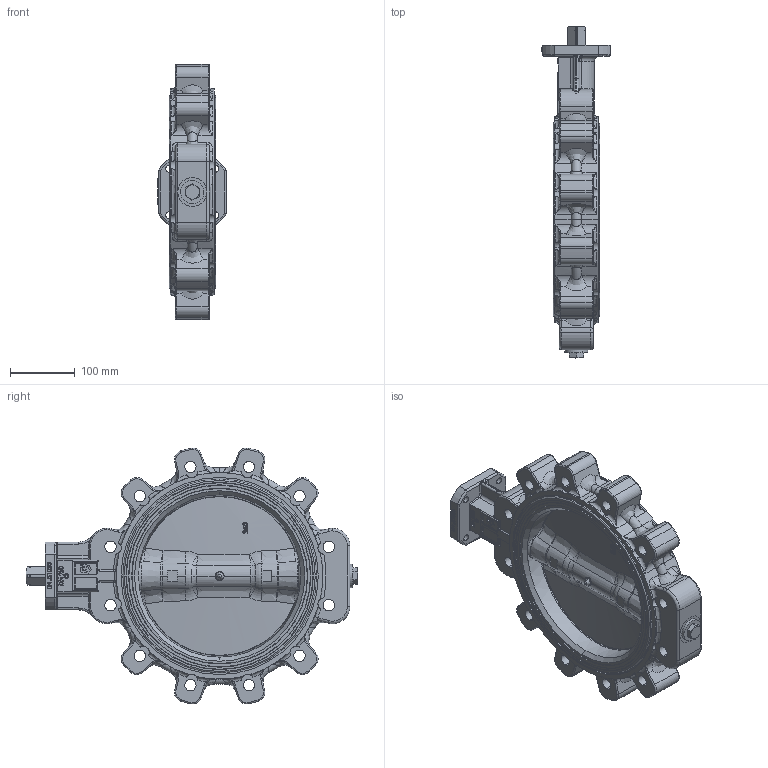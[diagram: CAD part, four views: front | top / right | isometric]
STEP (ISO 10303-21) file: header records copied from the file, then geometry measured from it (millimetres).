
FILE_DESCRIPTION (( 'STEP AP214' ), '1' );
FILE_NAME ('AK02_DN250_PN10.STEP', '2022-07-19T12:48:41', ( '' ), ( '' ), 'SwSTEP 2.0', 'SolidWorks 2021', '' );
FILE_SCHEMA (( 'AUTOMOTIVE_DESIGN' ));
Length unit declared in the file: metre
Products named in the file (1): AK02_DN250_PN10
Bounding box: 106 x 514.3 x 396.59 mm (x, y, z)
Volume: 4703770.5 mm3; surface area: 460892.1 mm2
Topology: 1 solids, 3 shells, 1162 faces, 2990 edges, 1817 vertices
Faces by surface type: cylinder 332, plane 254, bspline 252, torus 236, cone 64, sphere 24
Entity records: 75166 total; most frequent: CARTESIAN_POINT 36446, ORIENTED_EDGE 5858, DIRECTION 5072, EDGE_CURVE 2929, AXIS2_PLACEMENT_3D 2039, VERTEX_POINT 1815, EDGE_LOOP 1240, ADVANCED_FACE 1162
